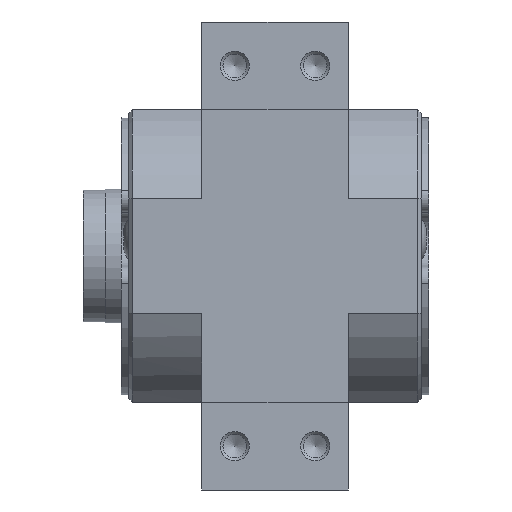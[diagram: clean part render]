
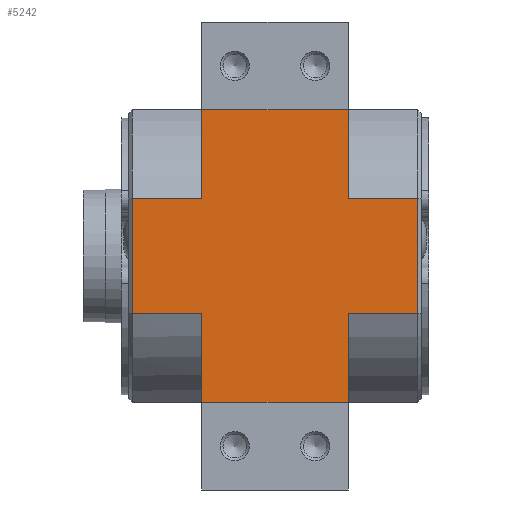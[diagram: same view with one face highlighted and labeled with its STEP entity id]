
A CAD part, left-side view. The second image highlights one B-rep face of the part: STEP entity #5242.
In plain terms, the highlighted planar face has unit normal (-1, 0, 0).
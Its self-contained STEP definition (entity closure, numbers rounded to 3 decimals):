
#243=LINE('',#8494,#557);
#244=LINE('',#8503,#558);
#251=LINE('',#8565,#565);
#255=LINE('',#8612,#569);
#259=LINE('',#8652,#573);
#260=LINE('',#8655,#574);
#261=LINE('',#8656,#575);
#262=LINE('',#8658,#576);
#263=LINE('',#8660,#577);
#264=LINE('',#8662,#578);
#265=LINE('',#8664,#579);
#266=LINE('',#8665,#580);
#557=VECTOR('',#6486,1000.);
#558=VECTOR('',#6491,1000.);
#565=VECTOR('',#6514,1000.);
#569=VECTOR('',#6526,1000.);
#573=VECTOR('',#6538,1000.);
#574=VECTOR('',#6539,1000.);
#575=VECTOR('',#6540,1000.);
#576=VECTOR('',#6541,1000.);
#577=VECTOR('',#6542,1000.);
#578=VECTOR('',#6543,1000.);
#579=VECTOR('',#6544,1000.);
#580=VECTOR('',#6545,1000.);
#865=PLANE('',#5731);
#1473=ORIENTED_EDGE('',*,*,#2935,.T.);
#1474=ORIENTED_EDGE('',*,*,#2936,.T.);
#1475=ORIENTED_EDGE('',*,*,#2912,.F.);
#1476=ORIENTED_EDGE('',*,*,#2937,.T.);
#1477=ORIENTED_EDGE('',*,*,#2938,.T.);
#1478=ORIENTED_EDGE('',*,*,#2939,.F.);
#1479=ORIENTED_EDGE('',*,*,#2940,.T.);
#1480=ORIENTED_EDGE('',*,*,#2941,.T.);
#1481=ORIENTED_EDGE('',*,*,#2924,.T.);
#1482=ORIENTED_EDGE('',*,*,#2897,.T.);
#1483=ORIENTED_EDGE('',*,*,#2894,.T.);
#1484=ORIENTED_EDGE('',*,*,#2942,.T.);
#2894=EDGE_CURVE('',#3615,#3614,#243,.T.);
#2897=EDGE_CURVE('',#3617,#3615,#244,.T.);
#2912=EDGE_CURVE('',#3629,#3630,#251,.T.);
#2924=EDGE_CURVE('',#3637,#3617,#255,.T.);
#2935=EDGE_CURVE('',#3641,#3642,#259,.T.);
#2936=EDGE_CURVE('',#3642,#3630,#260,.F.);
#2937=EDGE_CURVE('',#3629,#3643,#261,.T.);
#2938=EDGE_CURVE('',#3643,#3644,#262,.T.);
#2939=EDGE_CURVE('',#3645,#3644,#263,.T.);
#2940=EDGE_CURVE('',#3645,#3646,#264,.T.);
#2941=EDGE_CURVE('',#3646,#3637,#265,.F.);
#2942=EDGE_CURVE('',#3614,#3641,#266,.T.);
#3614=VERTEX_POINT('',#8493);
#3615=VERTEX_POINT('',#8495);
#3617=VERTEX_POINT('',#8504);
#3629=VERTEX_POINT('',#8564);
#3630=VERTEX_POINT('',#8566);
#3637=VERTEX_POINT('',#8613);
#3641=VERTEX_POINT('',#8653);
#3642=VERTEX_POINT('',#8654);
#3643=VERTEX_POINT('',#8657);
#3644=VERTEX_POINT('',#8659);
#3645=VERTEX_POINT('',#8661);
#3646=VERTEX_POINT('',#8663);
#4168=EDGE_LOOP('',(#1473,#1474,#1475,#1476,#1477,#1478,#1479,#1480,#1481,
#1482,#1483,#1484));
#4659=FACE_BOUND('',#4168,.T.);
#5242=ADVANCED_FACE('',(#4659),#865,.F.);
#5731=AXIS2_PLACEMENT_3D('',#8651,#6536,#6537);
#6486=DIRECTION('',(0.,0.,-1.));
#6491=DIRECTION('',(0.,-1.,0.));
#6514=DIRECTION('',(0.,0.,-1.));
#6526=DIRECTION('',(0.,0.,-1.));
#6536=DIRECTION('',(1.,0.,0.));
#6537=DIRECTION('',(0.,0.,-1.));
#6538=DIRECTION('',(0.,0.,1.));
#6539=DIRECTION('',(0.,1.,0.));
#6540=DIRECTION('',(0.,1.,0.));
#6541=DIRECTION('',(0.,0.,1.));
#6542=DIRECTION('',(0.,-1.,0.));
#6543=DIRECTION('',(0.,0.,-1.));
#6544=DIRECTION('',(0.,-1.,0.));
#6545=DIRECTION('',(0.,-1.,0.));
#8493=CARTESIAN_POINT('',(-20.,10.,-20.));
#8494=CARTESIAN_POINT('',(-20.,10.,20.));
#8495=CARTESIAN_POINT('',(-20.,10.,-7.89));
#8503=CARTESIAN_POINT('',(-20.,10.,-7.89));
#8504=CARTESIAN_POINT('',(-20.,19.5,-7.89));
#8564=CARTESIAN_POINT('',(-20.,-19.5,7.89));
#8565=CARTESIAN_POINT('',(-20.,-19.5,20.));
#8566=CARTESIAN_POINT('',(-20.,-19.5,-7.89));
#8612=CARTESIAN_POINT('',(-20.,19.5,20.));
#8613=CARTESIAN_POINT('',(-20.,19.5,7.89));
#8651=CARTESIAN_POINT('',(-20.,19.5,20.));
#8652=CARTESIAN_POINT('',(-20.,-10.,20.));
#8653=CARTESIAN_POINT('',(-20.,-10.,-20.));
#8654=CARTESIAN_POINT('',(-20.,-10.,-7.89));
#8655=CARTESIAN_POINT('',(-20.,-10.,-7.89));
#8656=CARTESIAN_POINT('',(-20.,-10.,7.89));
#8657=CARTESIAN_POINT('',(-20.,-10.,7.89));
#8658=CARTESIAN_POINT('',(-20.,-10.,20.));
#8659=CARTESIAN_POINT('',(-20.,-10.,20.));
#8660=CARTESIAN_POINT('',(-20.,19.5,20.));
#8661=CARTESIAN_POINT('',(-20.,10.,20.));
#8662=CARTESIAN_POINT('',(-20.,10.,20.));
#8663=CARTESIAN_POINT('',(-20.,10.,7.89));
#8664=CARTESIAN_POINT('',(-20.,10.,7.89));
#8665=CARTESIAN_POINT('',(-20.,19.5,-20.));
